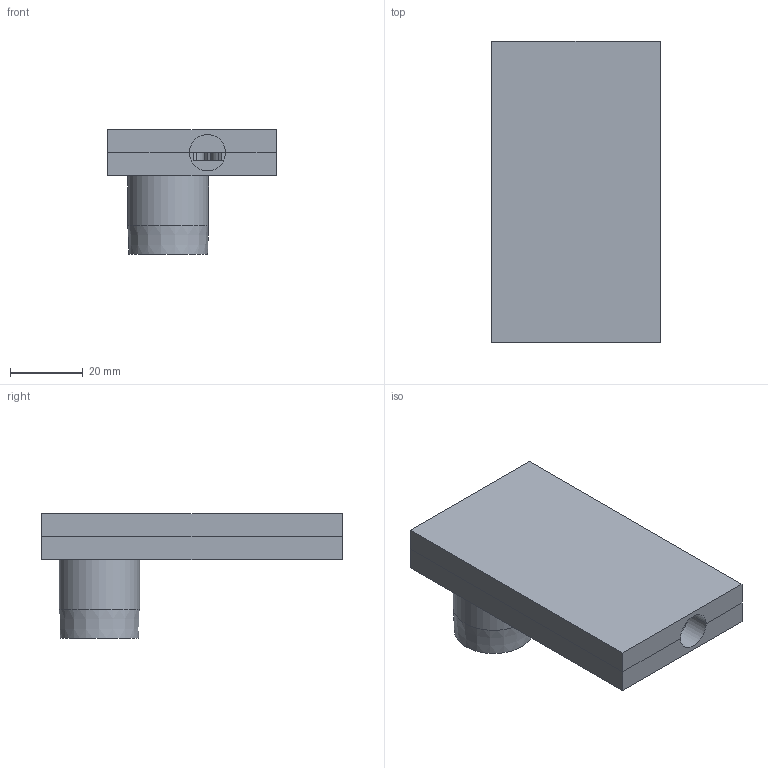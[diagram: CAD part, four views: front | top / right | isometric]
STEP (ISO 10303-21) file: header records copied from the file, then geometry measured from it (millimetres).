
FILE_DESCRIPTION(/* description */ (''),/* implementation_level */ '2;1');
FILE_NAME(/* name */ 'Harry_Diamond_PEEP_Ryan v4.step',/* time_stamp */ '2020-04-01T01:53:48-07:00',/* author */ (''),/* organization */ (''),/* preprocessor_version */ 'ST-DEVELOPER v18',/* originating_system */ 'Autodesk Translation Framework v8.12.0.6',/* authorisation */ '');
FILE_SCHEMA (('AUTOMOTIVE_DESIGN { 1 0 10303 214 3 1 1 }'));
Length unit declared in the file: millimetre
Products named in the file (1): Harry_Diamond_PEEP_Ryan
Bounding box: 46.5 x 83 x 34.38 mm (x, y, z)
Volume: 49157.8 mm3; surface area: 22369.1 mm2
Topology: 3 solids, 3 shells, 66 faces, 189 edges, 126 vertices
Faces by surface type: plane 44, cylinder 21, cone 1
Full cylindrical faces by diameter (mm): 2.65 x2, 15 x1, 22.25 x2
Entity records: 2227 total; most frequent: DIRECTION 383, CARTESIAN_POINT 382, ORIENTED_EDGE 378, EDGE_CURVE 189, LINE 129, VECTOR 129, AXIS2_PLACEMENT_3D 127, VERTEX_POINT 126
